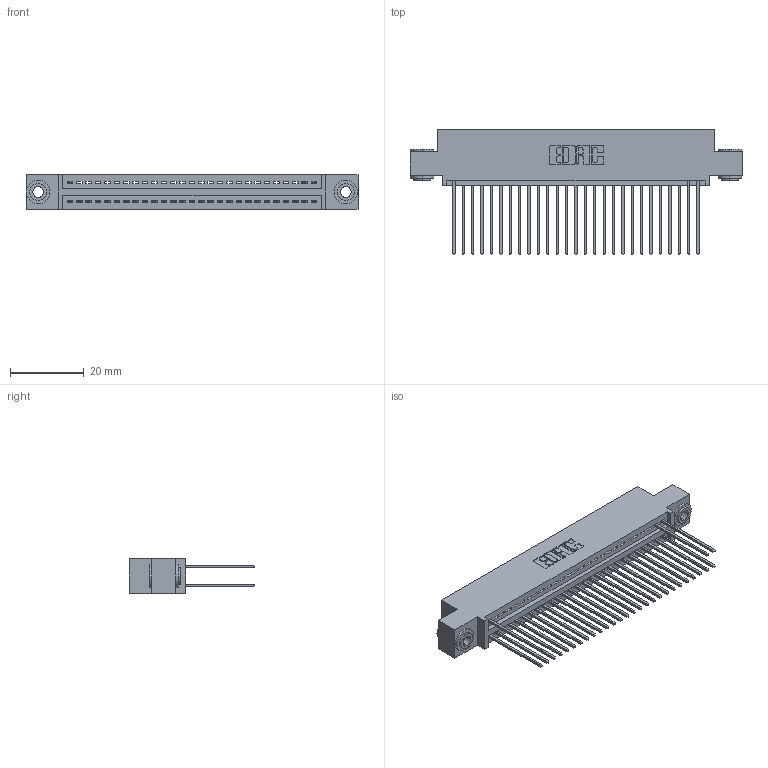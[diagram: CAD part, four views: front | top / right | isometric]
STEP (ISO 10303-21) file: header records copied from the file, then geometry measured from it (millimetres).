
FILE_DESCRIPTION (( 'STEP AP203' ), '1' );
FILE_NAME ('345-054-541-503.STEP', '2018-09-23T23:06:13', ( '' ), ( '' ), 'SwSTEP 2.0', 'SolidWorks 2016', '' );
FILE_SCHEMA (( 'CONFIG_CONTROL_DESIGN' ));
Length unit declared in the file: inch
Products named in the file (4): 345 Part_0.110 Offset - 0.156 Dia-TH; 345-292-001_345-293-141; 345-250-002_345-250-002-102; 345-054-541-503
Assembly tree (33 placements, depth 2):
  345-054-541-503
    345 Part_0.110 Offset - 0.156 Dia-TH
    345-292-001_345-293-141  x30
    345-250-002_345-250-002-102  x2
Bounding box: 89.79 x 33.96 x 9.4 mm (x, y, z)
Volume: 8484.8 mm3; surface area: 12132.9 mm2
Topology: 33 solids, 33 shells, 1860 faces, 5547 edges, 3654 vertices
Faces by surface type: plane 1252, cylinder 600, cone 8
Entity records: 23236 total; most frequent: CARTESIAN_POINT 3991, ORIENTED_EDGE 3942, DIRECTION 3541, EDGE_CURVE 1971, VECTOR 1707, LINE 1707, VERTEX_POINT 1310, AXIS2_PLACEMENT_3D 917
